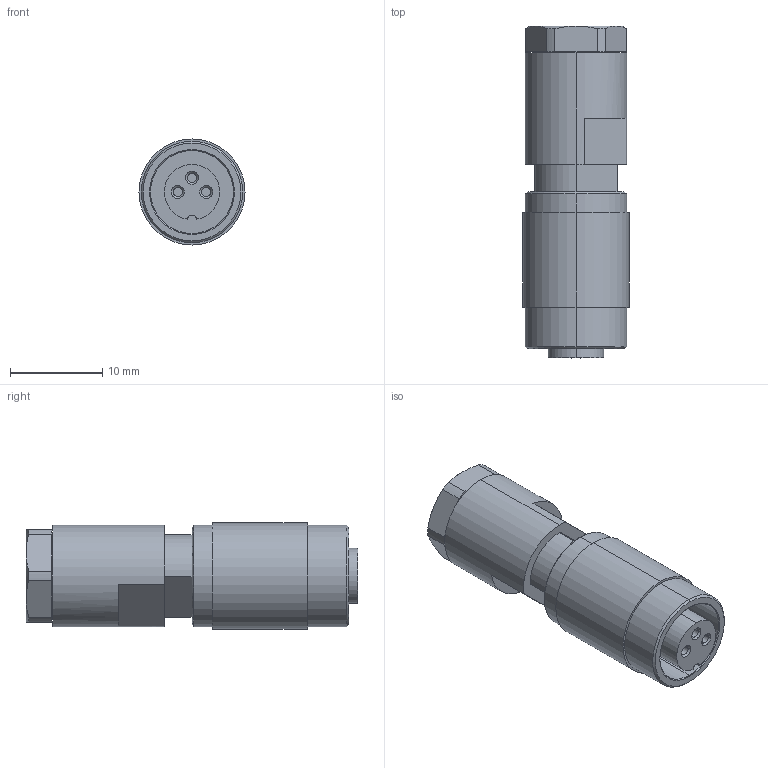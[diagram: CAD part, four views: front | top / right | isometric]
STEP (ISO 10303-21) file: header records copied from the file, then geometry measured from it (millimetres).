
FILE_DESCRIPTION((''),'2;1');
FILE_NAME('99-0406-00-03.stp','2005-04-19T14:07:17',('generator'),(''),'Autodesk Inventor 7','Autodesk Inventor 7','');
FILE_SCHEMA(('AUTOMOTIVE_DESIGN { 1 0 10303 214 1 1 1 1 }'));
Length unit declared in the file: millimetre
Products named in the file (1): 99-0406-00-03
Bounding box: 11.5 x 36 x 11.5 mm (x, y, z)
Volume: 2933.6 mm3; surface area: 1912.1 mm2
Topology: 1 solids, 1 shells, 79 faces, 175 edges, 110 vertices
Faces by surface type: cylinder 33, plane 26, cone 18, torus 2
Entity records: 2212 total; most frequent: DIRECTION 415, CARTESIAN_POINT 389, ORIENTED_EDGE 350, EDGE_CURVE 175, AXIS2_PLACEMENT_3D 172, VERTEX_POINT 110, CIRCLE 92, EDGE_LOOP 91
